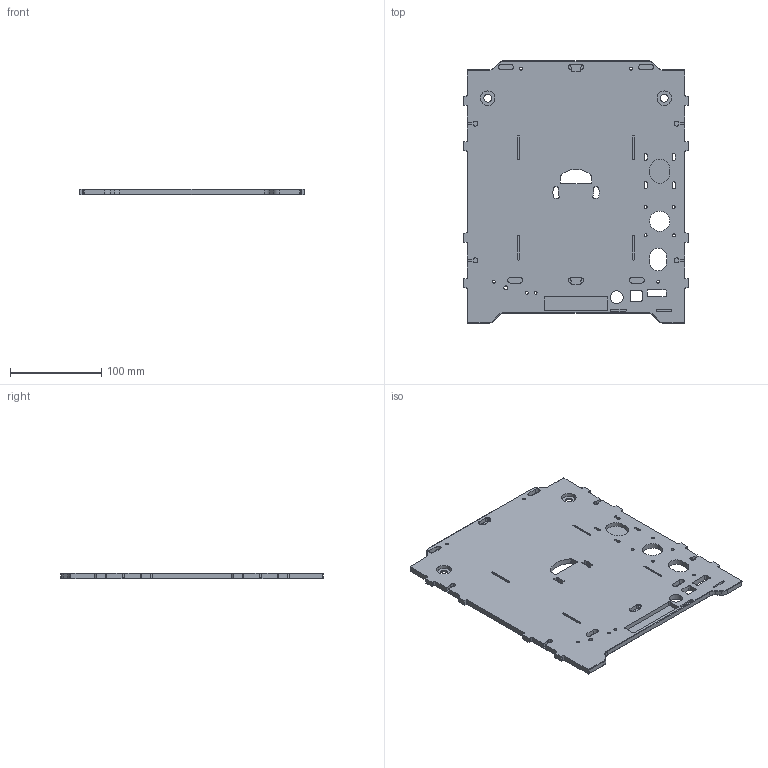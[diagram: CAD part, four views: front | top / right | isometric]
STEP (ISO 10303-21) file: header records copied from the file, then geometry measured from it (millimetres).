
FILE_DESCRIPTION (( 'STEP AP203' ), '1' );
FILE_NAME ('1711-01.STEP', '2014-11-21T15:46:29', ( '' ), ( '' ), 'SwSTEP 2.0', 'SolidWorks 2014', '' );
FILE_SCHEMA (( 'CONFIG_CONTROL_DESIGN' ));
Length unit declared in the file: millimetre
Products named in the file (1): 1711-01
Bounding box: 245.6 x 287.5 x 6 mm (x, y, z)
Volume: 370621.8 mm3; surface area: 142879.9 mm2
Topology: 1 solids, 1 shells, 377 faces, 1037 edges, 678 vertices
Faces by surface type: cylinder 184, plane 177, cone 16
Entity records: 12232 total; most frequent: DIRECTION 2169, CARTESIAN_POINT 2117, ORIENTED_EDGE 2074, EDGE_CURVE 1037, AXIS2_PLACEMENT_3D 762, VERTEX_POINT 678, LINE 645, VECTOR 645
